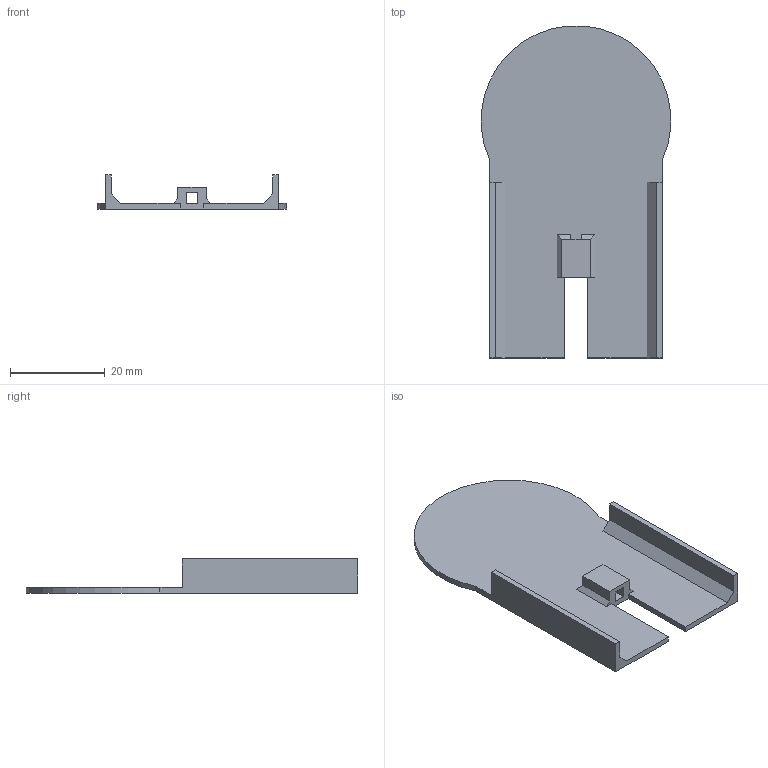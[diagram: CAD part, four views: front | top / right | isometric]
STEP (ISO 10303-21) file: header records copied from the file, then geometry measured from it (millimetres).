
FILE_DESCRIPTION(/* description */ (''),/* implementation_level */ '2;1');
FILE_NAME(/* name */ 'Door.step',/* time_stamp */ '2017-10-27T09:26:44+02:00',/* author */ (''),/* organization */ (''),/* preprocessor_version */ 'ST-DEVELOPER v16.13',/* originating_system */ 'Autodesk Translation Framework v6.5.0.72',/* authorisation */ '');
FILE_SCHEMA (('AUTOMOTIVE_DESIGN { 1 0 10303 214 3 1 1 }'));
Length unit declared in the file: millimetre
Products named in the file (1): Door
Bounding box: 39.87 x 69.92 x 7.2 mm (x, y, z)
Volume: 3668.5 mm3; surface area: 6037.2 mm2
Topology: 1 solids, 1 shells, 29 faces, 82 edges, 54 vertices
Faces by surface type: plane 28, cylinder 1
Entity records: 966 total; most frequent: CARTESIAN_POINT 166, ORIENTED_EDGE 164, DIRECTION 144, EDGE_CURVE 82, LINE 80, VECTOR 80, VERTEX_POINT 54, AXIS2_PLACEMENT_3D 32
